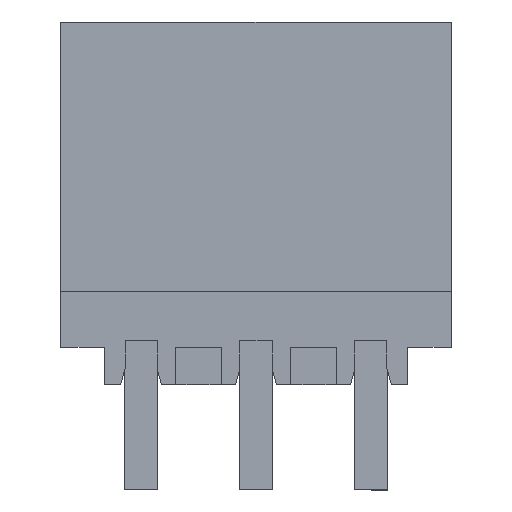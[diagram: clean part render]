
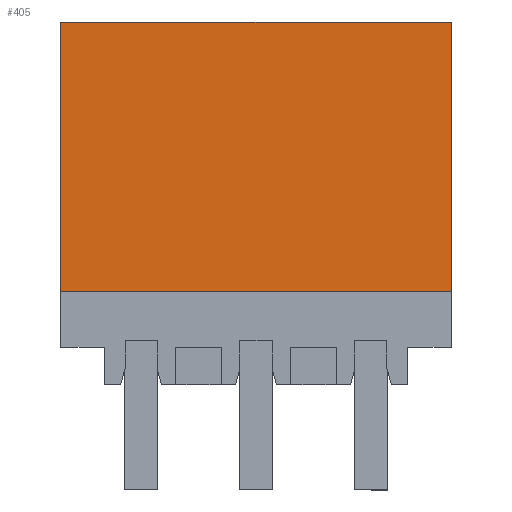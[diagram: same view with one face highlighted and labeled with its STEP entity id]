
A CAD part, front view. The second image highlights one B-rep face of the part: STEP entity #405.
In plain terms, the highlighted planar face has unit normal (0, -1, 0).
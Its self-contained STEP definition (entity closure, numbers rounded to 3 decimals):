
#385=AXIS2_PLACEMENT_3D('Plane Axis2P3D',#382,#383,#384) ;
#49=CARTESIAN_POINT('Vertex',(0.,0.,6.05)) ;
#52=CARTESIAN_POINT('Line Origine',(0.,0.,10.15)) ;
#56=CARTESIAN_POINT('Vertex',(0.,0.,14.25)) ;
#367=CARTESIAN_POINT('Vertex',(11.9,0.,6.05)) ;
#370=CARTESIAN_POINT('Line Origine',(5.95,0.,6.05)) ;
#382=CARTESIAN_POINT('Axis2P3D Location',(-3.5,0.,14.25)) ;
#387=CARTESIAN_POINT('Line Origine',(11.9,0.,10.15)) ;
#391=CARTESIAN_POINT('Vertex',(11.9,0.,14.25)) ;
#394=CARTESIAN_POINT('Line Origine',(5.95,0.,14.25)) ;
#53=DIRECTION('Vector Direction',(0.,0.,-1.)) ;
#371=DIRECTION('Vector Direction',(1.,0.,0.)) ;
#383=DIRECTION('Axis2P3D Direction',(0.,-1.,0.)) ;
#384=DIRECTION('Axis2P3D XDirection',(0.,0.,-1.)) ;
#388=DIRECTION('Vector Direction',(0.,0.,-1.)) ;
#395=DIRECTION('Vector Direction',(1.,0.,0.)) ;
#54=VECTOR('Line Direction',#53,1.) ;
#372=VECTOR('Line Direction',#371,1.) ;
#389=VECTOR('Line Direction',#388,1.) ;
#396=VECTOR('Line Direction',#395,1.) ;
#400=ORIENTED_EDGE('',*,*,#58,.F.) ;
#401=ORIENTED_EDGE('',*,*,#374,.F.) ;
#402=ORIENTED_EDGE('',*,*,#393,.F.) ;
#403=ORIENTED_EDGE('',*,*,#398,.F.) ;
#405=ADVANCED_FACE('HOUSING',(#404),#386,.T.) ;
#58=EDGE_CURVE('',#50,#57,#55,.F.) ;
#374=EDGE_CURVE('',#368,#50,#373,.F.) ;
#393=EDGE_CURVE('',#392,#368,#390,.T.) ;
#398=EDGE_CURVE('',#57,#392,#397,.T.) ;
#399=EDGE_LOOP('',(#400,#401,#402,#403)) ;
#404=FACE_OUTER_BOUND('',#399,.T.) ;
#55=LINE('Line',#52,#54) ;
#373=LINE('Line',#370,#372) ;
#390=LINE('Line',#387,#389) ;
#397=LINE('Line',#394,#396) ;
#386=PLANE('',#385) ;
#50=VERTEX_POINT('',#49) ;
#57=VERTEX_POINT('',#56) ;
#368=VERTEX_POINT('',#367) ;
#392=VERTEX_POINT('',#391) ;
